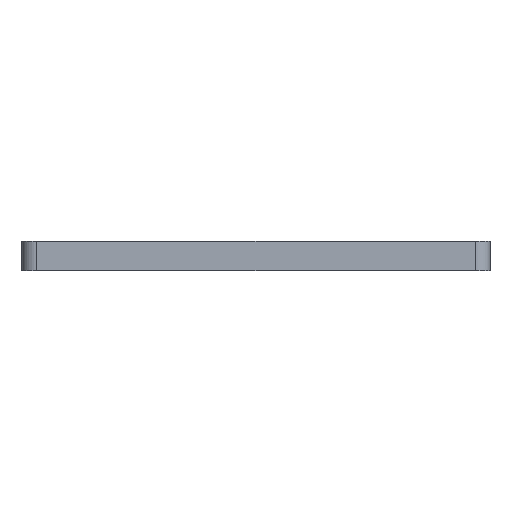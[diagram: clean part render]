
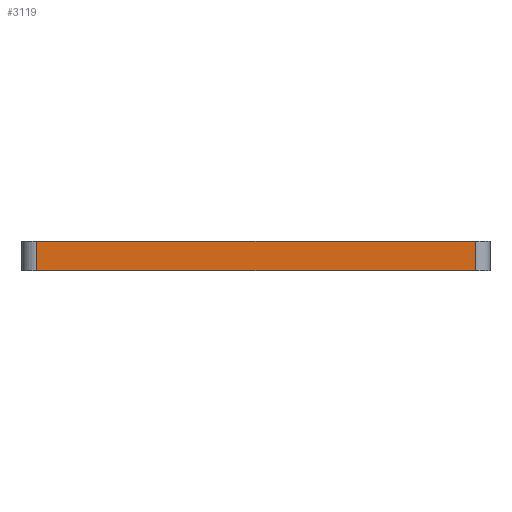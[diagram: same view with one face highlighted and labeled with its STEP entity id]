
A CAD part, front view. The second image highlights one B-rep face of the part: STEP entity #3119.
In plain terms, the highlighted planar face has unit normal (0, -1, 0).
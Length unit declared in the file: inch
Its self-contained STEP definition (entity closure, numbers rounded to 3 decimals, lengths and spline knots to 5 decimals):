
#93 = VECTOR ( 'NONE', #7326, 39.37008 ) ;
#538 = CARTESIAN_POINT ( 'NONE',  ( 0.25, -0.125, 0. ) ) ;
#1788 = DIRECTION ( 'NONE',  ( 0., 0., -1. ) ) ;
#2080 = VECTOR ( 'NONE', #3988, 39.37008 ) ;
#3119 = ADVANCED_FACE ( 'NONE', ( #8591 ), #10947, .T. ) ;
#3639 = EDGE_CURVE ( 'NONE', #4441, #4608, #11625, .T. ) ;
#3823 = CARTESIAN_POINT ( 'NONE',  ( 11.25, -0.125, 0. ) ) ;
#3985 = ORIENTED_EDGE ( 'NONE', *, *, #8780, .T. ) ;
#3988 = DIRECTION ( 'NONE',  ( -1., 0., 0. ) ) ;
#4441 = VERTEX_POINT ( 'NONE', #21059 ) ;
#4608 = VERTEX_POINT ( 'NONE', #11290 ) ;
#5388 = LINE ( 'NONE', #3823, #2080 ) ;
#5442 = DIRECTION ( 'NONE',  ( 1., 0., 0. ) ) ;
#7326 = DIRECTION ( 'NONE',  ( 0., 0., -1. ) ) ;
#7848 = LINE ( 'NONE', #16391, #93 ) ;
#8591 = FACE_OUTER_BOUND ( 'NONE', #10617, .T. ) ;
#8623 = LINE ( 'NONE', #8899, #20494 ) ;
#8780 = EDGE_CURVE ( 'NONE', #4608, #11716, #7848, .T. ) ;
#8899 = CARTESIAN_POINT ( 'NONE',  ( 11.25, -0.125, 0.75 ) ) ;
#9079 = DIRECTION ( 'NONE',  ( -1., 0., 0. ) ) ;
#10617 = EDGE_LOOP ( 'NONE', ( #12568, #10932, #14207, #3985 ) ) ;
#10635 = CARTESIAN_POINT ( 'NONE',  ( 11.25, -0.125, 0.75 ) ) ;
#10932 = ORIENTED_EDGE ( 'NONE', *, *, #14959, .F. ) ;
#10947 = PLANE ( 'NONE',  #17846 ) ;
#11290 = CARTESIAN_POINT ( 'NONE',  ( 0.25, -0.125, 0.75 ) ) ;
#11625 = LINE ( 'NONE', #21560, #19886 ) ;
#11716 = VERTEX_POINT ( 'NONE', #538 ) ;
#12399 = DIRECTION ( 'NONE',  ( 0., -1., 0. ) ) ;
#12414 = EDGE_CURVE ( 'NONE', #14929, #11716, #5388, .T. ) ;
#12568 = ORIENTED_EDGE ( 'NONE', *, *, #12414, .F. ) ;
#14207 = ORIENTED_EDGE ( 'NONE', *, *, #3639, .T. ) ;
#14929 = VERTEX_POINT ( 'NONE', #21077 ) ;
#14959 = EDGE_CURVE ( 'NONE', #4441, #14929, #8623, .T. ) ;
#16391 = CARTESIAN_POINT ( 'NONE',  ( 0.25, -0.125, 0.75 ) ) ;
#17846 = AXIS2_PLACEMENT_3D ( 'NONE', #10635, #12399, #5442 ) ;
#19886 = VECTOR ( 'NONE', #9079, 39.37008 ) ;
#20494 = VECTOR ( 'NONE', #1788, 39.37008 ) ;
#21059 = CARTESIAN_POINT ( 'NONE',  ( 11.25, -0.125, 0.75 ) ) ;
#21077 = CARTESIAN_POINT ( 'NONE',  ( 11.25, -0.125, 0. ) ) ;
#21560 = CARTESIAN_POINT ( 'NONE',  ( 11.25, -0.125, 0.75 ) ) ;
